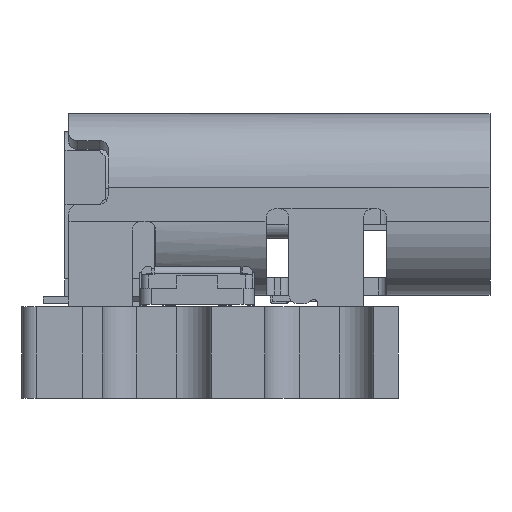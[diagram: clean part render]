
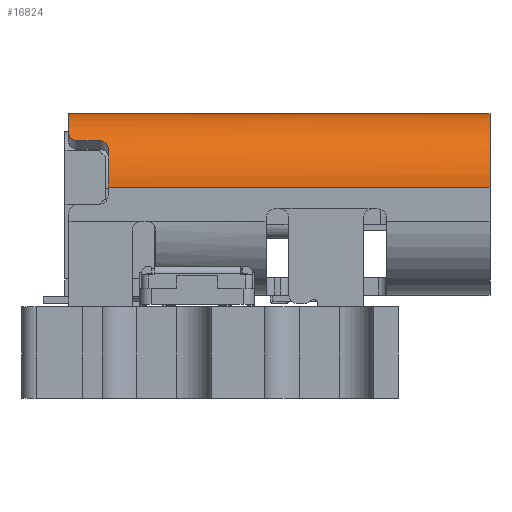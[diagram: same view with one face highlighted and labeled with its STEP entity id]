
A CAD part, left-side view. The second image highlights one B-rep face of the part: STEP entity #16824.
In plain terms, the highlighted cylindrical face has radius 1.28 mm (diameter 2.56 mm), a partial arc.
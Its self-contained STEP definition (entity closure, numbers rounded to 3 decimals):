
#15898 = VERTEX_POINT('',#15899);
#15899 = CARTESIAN_POINT('',(-4.47,-3.675,2.03));
#15905 = EDGE_CURVE('',#15898,#15906,#15908,.T.);
#15906 = VERTEX_POINT('',#15907);
#15907 = CARTESIAN_POINT('',(-4.47,2.975,2.03));
#15908 = LINE('',#15909,#15910);
#15909 = CARTESIAN_POINT('',(-4.47,-3.675,2.03));
#15910 = VECTOR('',#15911,1.);
#15911 = DIRECTION('',(0.,1.,0.));
#16253 = EDGE_CURVE('',#16254,#15898,#16256,.T.);
#16254 = VERTEX_POINT('',#16255);
#16255 = CARTESIAN_POINT('',(-3.19,-3.675,3.31));
#16256 = CIRCLE('',#16257,1.28);
#16257 = AXIS2_PLACEMENT_3D('',#16258,#16259,#16260);
#16258 = CARTESIAN_POINT('',(-3.19,-3.675,2.03));
#16259 = DIRECTION('',(0.,-1.,0.));
#16260 = DIRECTION('',(1.,0.,0.));
#16824 = ADVANCED_FACE('',(#16825),#16887,.T.);
#16825 = FACE_BOUND('',#16826,.T.);
#16826 = EDGE_LOOP('',(#16827,#16836,#16837,#16838,#16846,#16855,#16868,
    #16876));
#16827 = ORIENTED_EDGE('',*,*,#16828,.T.);
#16828 = EDGE_CURVE('',#16829,#15906,#16831,.T.);
#16829 = VERTEX_POINT('',#16830);
#16830 = CARTESIAN_POINT('',(-4.273,2.975,2.712));
#16831 = CIRCLE('',#16832,1.28);
#16832 = AXIS2_PLACEMENT_3D('',#16833,#16834,#16835);
#16833 = CARTESIAN_POINT('',(-3.19,2.975,2.03));
#16834 = DIRECTION('',(0.,-1.,0.));
#16835 = DIRECTION('',(1.,0.,0.));
#16836 = ORIENTED_EDGE('',*,*,#15905,.F.);
#16837 = ORIENTED_EDGE('',*,*,#16253,.F.);
#16838 = ORIENTED_EDGE('',*,*,#16839,.T.);
#16839 = EDGE_CURVE('',#16254,#16840,#16842,.T.);
#16840 = VERTEX_POINT('',#16841);
#16841 = CARTESIAN_POINT('',(-3.19,3.655,3.31));
#16842 = LINE('',#16843,#16844);
#16843 = CARTESIAN_POINT('',(-3.19,-3.675,3.31));
#16844 = VECTOR('',#16845,1.);
#16845 = DIRECTION('',(0.,1.,0.));
#16846 = ORIENTED_EDGE('',*,*,#16847,.T.);
#16847 = EDGE_CURVE('',#16840,#16848,#16850,.T.);
#16848 = VERTEX_POINT('',#16849);
#16849 = CARTESIAN_POINT('',(-4.081,3.655,2.949));
#16850 = CIRCLE('',#16851,1.28);
#16851 = AXIS2_PLACEMENT_3D('',#16852,#16853,#16854);
#16852 = CARTESIAN_POINT('',(-3.19,3.655,2.03));
#16853 = DIRECTION('',(0.,-1.,0.));
#16854 = DIRECTION('',(1.,0.,0.));
#16855 = ORIENTED_EDGE('',*,*,#16856,.F.);
#16856 = EDGE_CURVE('',#16857,#16848,#16859,.T.);
#16857 = VERTEX_POINT('',#16858);
#16858 = CARTESIAN_POINT('',(-4.185,3.505,2.835));
#16859 = B_SPLINE_CURVE_WITH_KNOTS('',7,(#16860,#16861,#16862,#16863,
    #16864,#16865,#16866,#16867),.UNSPECIFIED.,.F.,.F.,(8,8),(0.,1.),
  .PIECEWISE_BEZIER_KNOTS.);
#16860 = CARTESIAN_POINT('',(-4.185,3.505,2.835));
#16861 = CARTESIAN_POINT('',(-4.185,3.539,
    2.835));
#16862 = CARTESIAN_POINT('',(-4.18,3.572,
    2.842));
#16863 = CARTESIAN_POINT('',(-4.168,3.603,
    2.856));
#16864 = CARTESIAN_POINT('',(-4.152,3.629,
    2.876));
#16865 = CARTESIAN_POINT('',(-4.131,3.646,
    2.899));
#16866 = CARTESIAN_POINT('',(-4.106,3.655,2.925));
#16867 = CARTESIAN_POINT('',(-4.081,3.655,2.949));
#16868 = ORIENTED_EDGE('',*,*,#16869,.T.);
#16869 = EDGE_CURVE('',#16857,#16870,#16872,.T.);
#16870 = VERTEX_POINT('',#16871);
#16871 = CARTESIAN_POINT('',(-4.185,3.125,2.835));
#16872 = LINE('',#16873,#16874);
#16873 = CARTESIAN_POINT('',(-4.185,-3.675,2.835));
#16874 = VECTOR('',#16875,1.);
#16875 = DIRECTION('',(0.,-1.,0.));
#16876 = ORIENTED_EDGE('',*,*,#16877,.F.);
#16877 = EDGE_CURVE('',#16829,#16870,#16878,.T.);
#16878 = B_SPLINE_CURVE_WITH_KNOTS('',7,(#16879,#16880,#16881,#16882,
    #16883,#16884,#16885,#16886),.UNSPECIFIED.,.F.,.F.,(8,8),(0.,1.),
  .PIECEWISE_BEZIER_KNOTS.);
#16879 = CARTESIAN_POINT('',(-4.273,2.975,2.712));
#16880 = CARTESIAN_POINT('',(-4.255,2.975,2.741));
#16881 = CARTESIAN_POINT('',(-4.236,2.984,
    2.769));
#16882 = CARTESIAN_POINT('',(-4.218,3.002,
    2.794));
#16883 = CARTESIAN_POINT('',(-4.202,3.027,
    2.814));
#16884 = CARTESIAN_POINT('',(-4.191,3.058,
    2.828));
#16885 = CARTESIAN_POINT('',(-4.185,3.091,
    2.835));
#16886 = CARTESIAN_POINT('',(-4.185,3.125,2.835));
#16887 = CYLINDRICAL_SURFACE('',#16888,1.28);
#16888 = AXIS2_PLACEMENT_3D('',#16889,#16890,#16891);
#16889 = CARTESIAN_POINT('',(-3.19,-3.675,2.03));
#16890 = DIRECTION('',(0.,-1.,0.));
#16891 = DIRECTION('',(1.,0.,0.));
